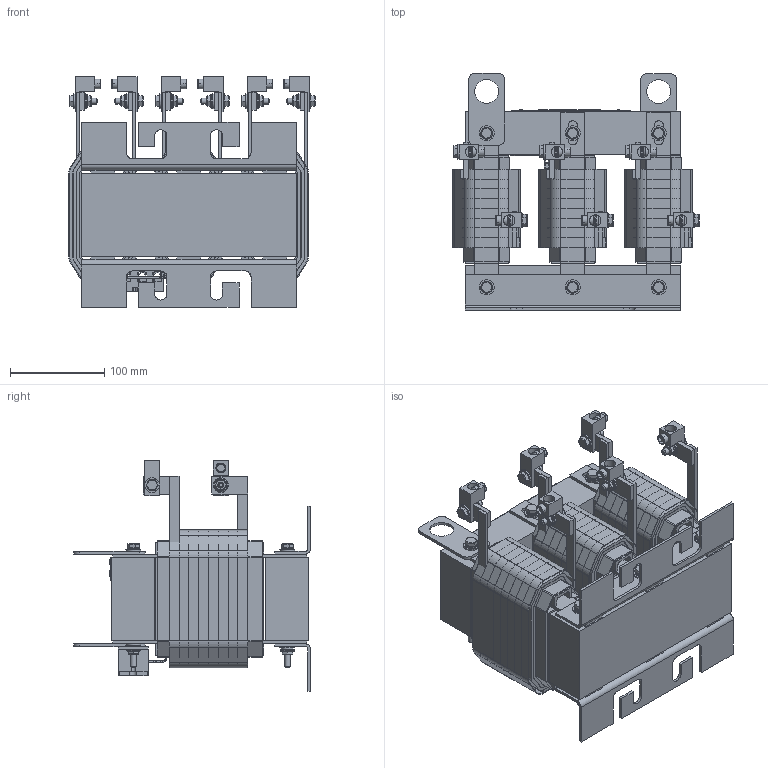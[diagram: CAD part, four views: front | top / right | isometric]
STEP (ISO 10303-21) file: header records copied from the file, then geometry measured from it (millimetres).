
FILE_DESCRIPTION(/* description */ (''),/* implementation_level */ '2;1');
FILE_NAME(/* name */ 'KLRUL65APTMG.stp',/* time_stamp */ '2024-02-22T11:15:57-06:00',/* author */ ('DWROBLEW'),/* organization */ (''),/* preprocessor_version */ 'ST-DEVELOPER v20',/* originating_system */ 'Autodesk Inventor 2024',/* authorisation */ '');
FILE_SCHEMA (('AUTOMOTIVE_DESIGN { 1 0 10303 214 3 1 1 }'));
Products named in the file (38): KLRUL65APTMG; KTRMG65A; 23412-3.50; 24262; 30097- LARGE  BLANK  (REACTOR); 1505-1763-4495 ASSEMBLY; 15217; 28453; 28453_1; 11923insert-hex head; 11923-1; 11923-HEX SCREW; 31553; 1763-4495 ASSEMBLY; 4495; 31621-1; 29534-1; 21476; 20852; 29544; 29534-1 core wrap; 29534-1 outer wrap; 29534-1 coil; 32766; Thermal Switch Wired j- 31553-1 Bracket.iam; TS1 WIRE j-31553-1 BRACKET.ipt; TS2 WIRE j-31553-1 bracket.ipt; 29477-SHORT LEADS; TS1A WIRE KTR5C; TS2 WIRE straight; TS1 straight j 31553-1 BRACKET.ipt; 31615; 14926; 1745 and 1763; 1745; 1505 & 1763; 1763; 1505
Assembly tree (88 placements, depth 5):
  KLRUL65APTMG
    KTRMG65A
      23412-3.50  x2
      24262  x2
      30097- LARGE  BLANK  (REACTOR)
      1763-4495 ASSEMBLY  x8
        4495
        1763
      1505-1763-4495 ASSEMBLY  x4
        4495
        1763
        1505
      15217  x6
      28453
        28453_1
        11923insert-hex head  x3
          11923-1
          11923-HEX SCREW
      31553
      1505  x2
      31621-1  x2
      29534-1  x3
        21476
        20852
        29544
        29534-1 core wrap
        29534-1 outer wrap
        29534-1 coil
        32766
      Thermal Switch Wired j- 31553-1 Bracket.iam
        TS1 WIRE j-31553-1 BRACKET.ipt
        TS2 WIRE j-31553-1 bracket.ipt
        29477-SHORT LEADS
        TS1A WIRE KTR5C  x2
        TS2 WIRE straight  x2
        TS1 straight j 31553-1 BRACKET.ipt  x2
      31615
    1505 & 1763  x6
      1763
      1505
    14926  x6
    1745 and 1763  x6
      1745
      1763
Bounding box: 261.81 x 251.71 x 245.55 mm (x, y, z)
Volume: 4682290 mm3; surface area: 1622092.2 mm2
Topology: 187 solids, 187 shells, 4421 faces, 11516 edges, 7574 vertices
Faces by surface type: plane 2422, cylinder 1689, bspline 222, cone 48, torus 36, sphere 4
Full cylindrical faces by diameter (mm): 1.524 x16, 4.166 x2, 4.496 x3, 4.724 x2, 5.172 x30, 6.147 x12, 6.35 x54, 6.604 x6, 7.01 x6, 7.036 x6, 7.112 x6, 7.137 x24, 7.62 x12, 8.128 x4, 8.738 x6, 9.652 x6, 9.906 x2, 10.317 x6, 12.095 x6, 12.7 x12, 14.859 x12, 15.875 x24, 25.4 x2
Entity records: 60183 total; most frequent: CARTESIAN_POINT 14838, ORIENTED_EDGE 9386, DIRECTION 8641, EDGE_CURVE 4693, LINE 3179, VECTOR 3179, VERTEX_POINT 3107, AXIS2_PLACEMENT_3D 2731
